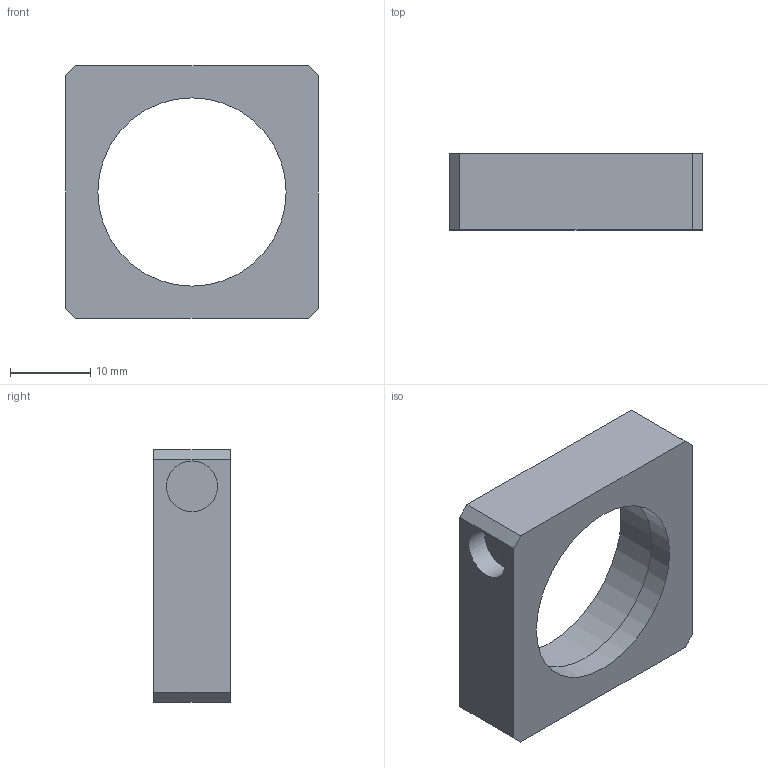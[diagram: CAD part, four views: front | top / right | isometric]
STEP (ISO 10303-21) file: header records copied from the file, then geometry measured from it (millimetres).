
FILE_DESCRIPTION (( 'STEP AP214' ), '1' );
FILE_NAME ('am-3255a Dart Magnet Block REV8.STEP', '2019-01-25T20:34:52', ( '' ), ( '' ), 'SwSTEP 2.0', 'SolidWorks 2018', '' );
FILE_SCHEMA (( 'AUTOMOTIVE_DESIGN' ));
Length unit declared in the file: inch
Products named in the file (1): am-3255a Dart Magnet Block REV8
Bounding box: 31.5 x 9.53 x 31.5 mm (x, y, z)
Volume: 4735.5 mm3; surface area: 3078.9 mm2
Topology: 1 solids, 1 shells, 15 faces, 33 edges, 22 vertices
Faces by surface type: plane 12, cylinder 3
Full cylindrical faces by diameter (mm): 6.35 x1, 23.495 x1, 25.4 x1
Entity records: 442 total; most frequent: CARTESIAN_POINT 68, DIRECTION 68, ORIENTED_EDGE 60, EDGE_CURVE 30, LINE 24, VECTOR 24, EDGE_LOOP 22, VERTEX_POINT 22
